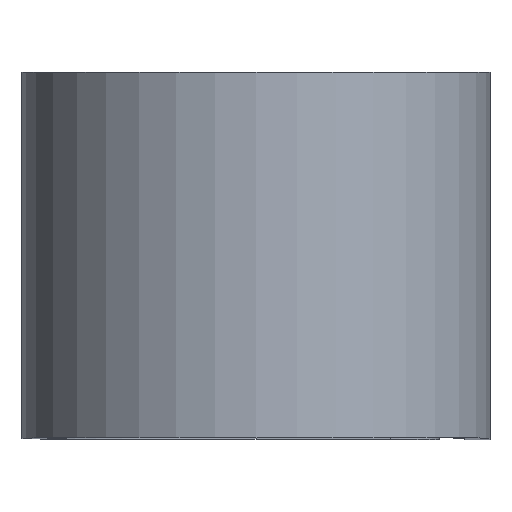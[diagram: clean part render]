
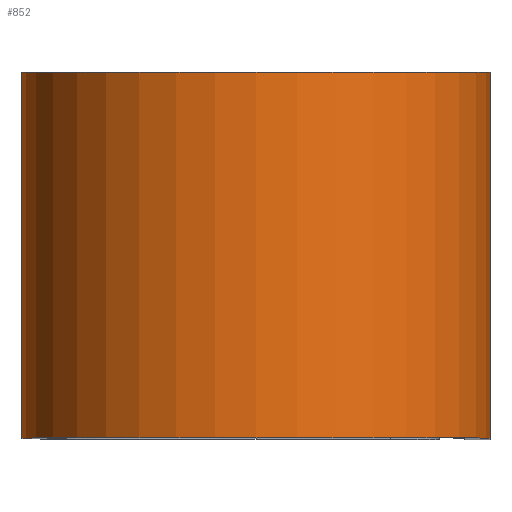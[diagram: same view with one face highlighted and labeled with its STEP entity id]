
A CAD part, top view. The second image highlights one B-rep face of the part: STEP entity #852.
In plain terms, the highlighted cylindrical face has radius 14.224 mm (diameter 28.448 mm), a partial arc.
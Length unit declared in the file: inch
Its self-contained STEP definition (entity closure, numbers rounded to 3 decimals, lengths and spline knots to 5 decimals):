
#2 = AXIS2_PLACEMENT_3D ( 'NONE', #860, #681, #655 ) ;
#23 = CARTESIAN_POINT ( 'NONE',  ( 0., 0.4375, 1. ) ) ;
#44 = ORIENTED_EDGE ( 'NONE', *, *, #757, .F. ) ;
#64 = DIRECTION ( 'NONE',  ( 0., -1., 0. ) ) ;
#92 = DIRECTION ( 'NONE',  ( 1., 0., 0. ) ) ;
#99 = EDGE_CURVE ( 'NONE', #129, #208, #642, .T. ) ;
#107 = CARTESIAN_POINT ( 'NONE',  ( 0.56, -0.4375, 1. ) ) ;
#129 = VERTEX_POINT ( 'NONE', #866 ) ;
#147 = EDGE_CURVE ( 'NONE', #358, #379, #294, .T. ) ;
#207 = DIRECTION ( 'NONE',  ( 0., -1., 0. ) ) ;
#208 = VERTEX_POINT ( 'NONE', #439 ) ;
#215 = ORIENTED_EDGE ( 'NONE', *, *, #147, .T. ) ;
#272 = ORIENTED_EDGE ( 'NONE', *, *, #575, .T. ) ;
#294 = CIRCLE ( 'NONE', #2, 0.56 ) ;
#342 = FACE_OUTER_BOUND ( 'NONE', #590, .T. ) ;
#358 = VERTEX_POINT ( 'NONE', #360 ) ;
#360 = CARTESIAN_POINT ( 'NONE',  ( -0.56, -0.4375, 1. ) ) ;
#379 = VERTEX_POINT ( 'NONE', #107 ) ;
#393 = LINE ( 'NONE', #848, #557 ) ;
#439 = CARTESIAN_POINT ( 'NONE',  ( 0.56, 0.4375, 1. ) ) ;
#463 = CARTESIAN_POINT ( 'NONE',  ( 0., 0.4375, 1. ) ) ;
#473 = ORIENTED_EDGE ( 'NONE', *, *, #99, .F. ) ;
#481 = VECTOR ( 'NONE', #207, 39.37008 ) ;
#531 = DIRECTION ( 'NONE',  ( 0., -1., 0. ) ) ;
#557 = VECTOR ( 'NONE', #64, 39.37008 ) ;
#575 = EDGE_CURVE ( 'NONE', #129, #358, #393, .T. ) ;
#590 = EDGE_LOOP ( 'NONE', ( #215, #44, #473, #272 ) ) ;
#627 = CARTESIAN_POINT ( 'NONE',  ( 0.56, 0.4375, 1. ) ) ;
#631 = LINE ( 'NONE', #627, #481 ) ;
#642 = CIRCLE ( 'NONE', #802, 0.56 ) ;
#655 = DIRECTION ( 'NONE',  ( 1., 0., 0. ) ) ;
#657 = DIRECTION ( 'NONE',  ( 0., 1., 0. ) ) ;
#681 = DIRECTION ( 'NONE',  ( 0., 1., 0. ) ) ;
#736 = DIRECTION ( 'NONE',  ( 0., 0., -1. ) ) ;
#757 = EDGE_CURVE ( 'NONE', #208, #379, #631, .T. ) ;
#790 = CYLINDRICAL_SURFACE ( 'NONE', #804, 0.56 ) ;
#802 = AXIS2_PLACEMENT_3D ( 'NONE', #23, #657, #92 ) ;
#804 = AXIS2_PLACEMENT_3D ( 'NONE', #463, #531, #736 ) ;
#848 = CARTESIAN_POINT ( 'NONE',  ( -0.56, 0.4375, 1. ) ) ;
#852 = ADVANCED_FACE ( 'NONE', ( #342 ), #790, .T. ) ;
#860 = CARTESIAN_POINT ( 'NONE',  ( 0., -0.4375, 1. ) ) ;
#866 = CARTESIAN_POINT ( 'NONE',  ( -0.56, 0.4375, 1. ) ) ;
